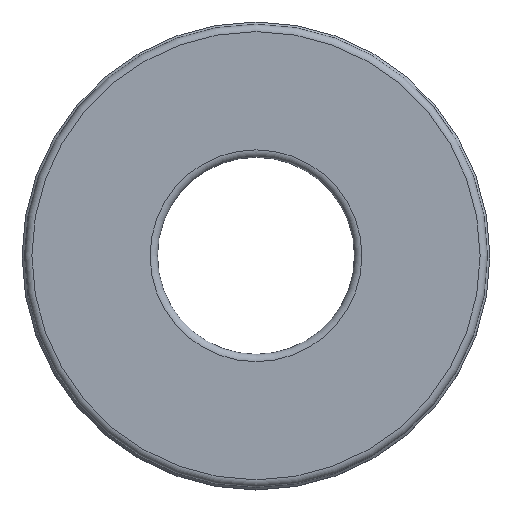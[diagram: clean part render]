
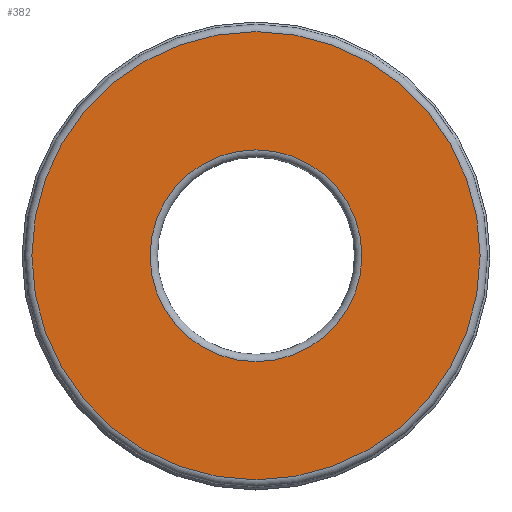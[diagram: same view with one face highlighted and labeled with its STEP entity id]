
A CAD part, top view. The second image highlights one B-rep face of the part: STEP entity #382.
In plain terms, the highlighted planar face has unit normal (0, 0, 1).
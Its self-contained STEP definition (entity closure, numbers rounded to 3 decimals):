
#19=FACE_BOUND('',#127,.T.);
#25=PLANE('',#457);
#96=FACE_OUTER_BOUND('',#126,.T.);
#126=EDGE_LOOP('',(#317));
#127=EDGE_LOOP('',(#318));
#149=CIRCLE('',#434,4.3);
#163=CIRCLE('',#454,9.1);
#195=VERTEX_POINT('',#665);
#206=VERTEX_POINT('',#699);
#227=EDGE_CURVE('',#195,#195,#149,.T.);
#245=EDGE_CURVE('',#206,#206,#163,.T.);
#317=ORIENTED_EDGE('',*,*,#245,.F.);
#318=ORIENTED_EDGE('',*,*,#227,.T.);
#382=ADVANCED_FACE('',(#96,#19),#25,.T.);
#434=AXIS2_PLACEMENT_3D('',#666,#522,#523);
#454=AXIS2_PLACEMENT_3D('',#701,#566,#567);
#457=AXIS2_PLACEMENT_3D('',#704,#572,#573);
#522=DIRECTION('center_axis',(0.,0.,-1.));
#523=DIRECTION('ref_axis',(1.,0.,0.));
#566=DIRECTION('center_axis',(0.,0.,-1.));
#567=DIRECTION('ref_axis',(1.,0.,0.));
#572=DIRECTION('center_axis',(0.,0.,1.));
#573=DIRECTION('ref_axis',(-1.,0.,0.));
#665=CARTESIAN_POINT('',(0.,-4.3,7.));
#666=CARTESIAN_POINT('Origin',(0.,0.,7.));
#699=CARTESIAN_POINT('',(0.,-9.1,7.));
#701=CARTESIAN_POINT('Origin',(0.,0.,7.));
#704=CARTESIAN_POINT('Origin',(6.7,0.,7.));
